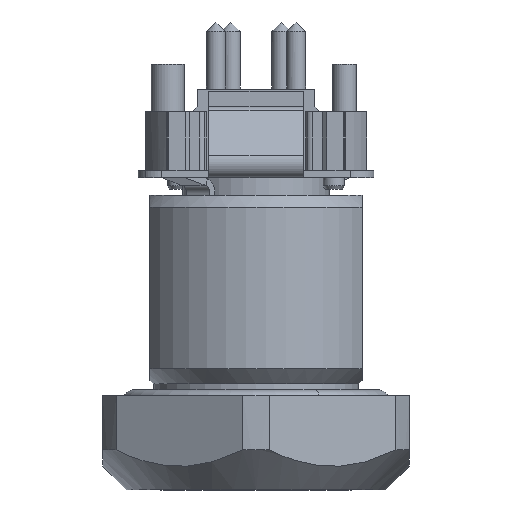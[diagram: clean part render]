
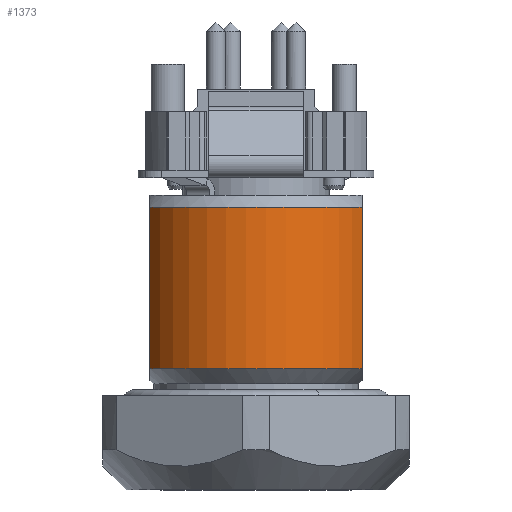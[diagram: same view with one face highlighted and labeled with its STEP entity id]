
A CAD part, front view. The second image highlights one B-rep face of the part: STEP entity #1373.
In plain terms, the highlighted cylindrical face has radius 5 mm (diameter 10 mm), a partial arc.
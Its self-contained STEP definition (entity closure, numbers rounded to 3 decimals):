
#1177=AXIS2_PLACEMENT_3D('Circle Axis2P3D',#1175,#1176,$) ;
#1360=AXIS2_PLACEMENT_3D('Cylinder Axis2P3D',#1357,#1358,#1359) ;
#1364=AXIS2_PLACEMENT_3D('Circle Axis2P3D',#1362,#1363,$) ;
#1172=CARTESIAN_POINT('Vertex',(11.,5.021,5.15)) ;
#1175=CARTESIAN_POINT('Axis2P3D Location',(6.5,7.2,5.15)) ;
#1179=CARTESIAN_POINT('Vertex',(2.,5.021,5.15)) ;
#1262=CARTESIAN_POINT('Vertex',(2.,5.021,12.)) ;
#1280=CARTESIAN_POINT('Line Origine',(2.,5.021,8.575)) ;
#1340=CARTESIAN_POINT('Vertex',(11.,5.021,12.)) ;
#1343=CARTESIAN_POINT('Line Origine',(11.,5.021,8.575)) ;
#1357=CARTESIAN_POINT('Axis2P3D Location',(6.5,7.2,8.825)) ;
#1362=CARTESIAN_POINT('Axis2P3D Location',(6.5,7.2,12.)) ;
#1176=DIRECTION('Axis2P3D Direction',(0.,0.,1.)) ;
#1281=DIRECTION('Vector Direction',(0.,0.,-1.)) ;
#1344=DIRECTION('Vector Direction',(0.,0.,1.)) ;
#1358=DIRECTION('Axis2P3D Direction',(0.,0.,-1.)) ;
#1359=DIRECTION('Axis2P3D XDirection',(1.,0.,0.)) ;
#1363=DIRECTION('Axis2P3D Direction',(0.,0.,-1.)) ;
#1282=VECTOR('Line Direction',#1281,1.) ;
#1345=VECTOR('Line Direction',#1344,1.) ;
#1368=ORIENTED_EDGE('',*,*,#1347,.T.) ;
#1369=ORIENTED_EDGE('',*,*,#1366,.F.) ;
#1370=ORIENTED_EDGE('',*,*,#1284,.T.) ;
#1371=ORIENTED_EDGE('',*,*,#1181,.F.) ;
#1373=ADVANCED_FACE('V1',(#1372),#1361,.T.) ;
#1178=CIRCLE('generated circle',#1177,5.) ;
#1365=CIRCLE('generated circle',#1364,5.) ;
#1361=CYLINDRICAL_SURFACE('generated cylinder',#1360,5.) ;
#1181=EDGE_CURVE('',#1173,#1180,#1178,.F.) ;
#1284=EDGE_CURVE('',#1263,#1180,#1283,.T.) ;
#1347=EDGE_CURVE('',#1173,#1341,#1346,.T.) ;
#1366=EDGE_CURVE('',#1263,#1341,#1365,.F.) ;
#1367=EDGE_LOOP('',(#1368,#1369,#1370,#1371)) ;
#1372=FACE_OUTER_BOUND('',#1367,.T.) ;
#1283=LINE('Line',#1280,#1282) ;
#1346=LINE('Line',#1343,#1345) ;
#1173=VERTEX_POINT('',#1172) ;
#1180=VERTEX_POINT('',#1179) ;
#1263=VERTEX_POINT('',#1262) ;
#1341=VERTEX_POINT('',#1340) ;
